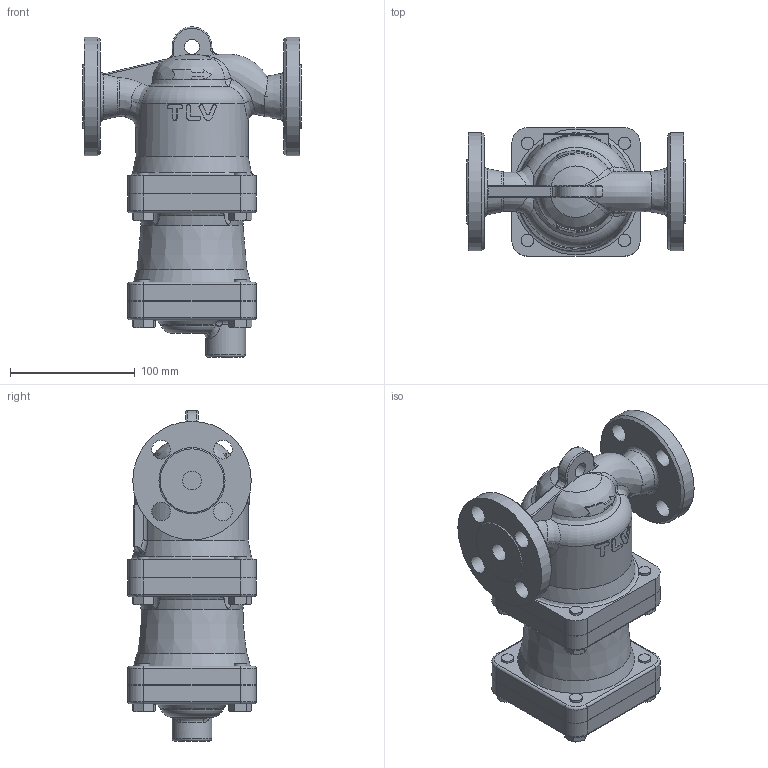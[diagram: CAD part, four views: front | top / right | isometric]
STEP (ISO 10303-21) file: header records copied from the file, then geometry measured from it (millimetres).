
FILE_DESCRIPTION((''),'2;1');
FILE_NAME('dc3s0-015-jis20-00.stp','2010-10-20T13:26:51',('nakaot'),(''),'Autodesk Inventor 2008','Autodesk Inventor 2008','');
FILE_SCHEMA(('AUTOMOTIVE_DESIGN { 1 0 10303 214 1 1 1 1 }'));
Length unit declared in the file: millimetre
Products named in the file (1): dc3s0-015-jis20-00
Bounding box: 175 x 103 x 264.95 mm (x, y, z)
Volume: 1759642 mm3; surface area: 171789.8 mm2
Topology: 1 solids, 1 shells, 415 faces, 1046 edges, 671 vertices
Faces by surface type: plane 146, bspline 108, cylinder 86, cone 56, torus 18, sphere 1
Full cylindrical faces by diameter (mm): 10 x16, 12 x1, 15 x5, 32 x1, 60 x1, 90 x2, 95 x1
Entity records: 25200 total; most frequent: CARTESIAN_POINT 16396, ORIENTED_EDGE 1926, DIRECTION 1576, EDGE_CURVE 963, AXIS2_PLACEMENT_3D 649, VERTEX_POINT 643, EDGE_LOOP 544, FACE_OUTER_BOUND 415
